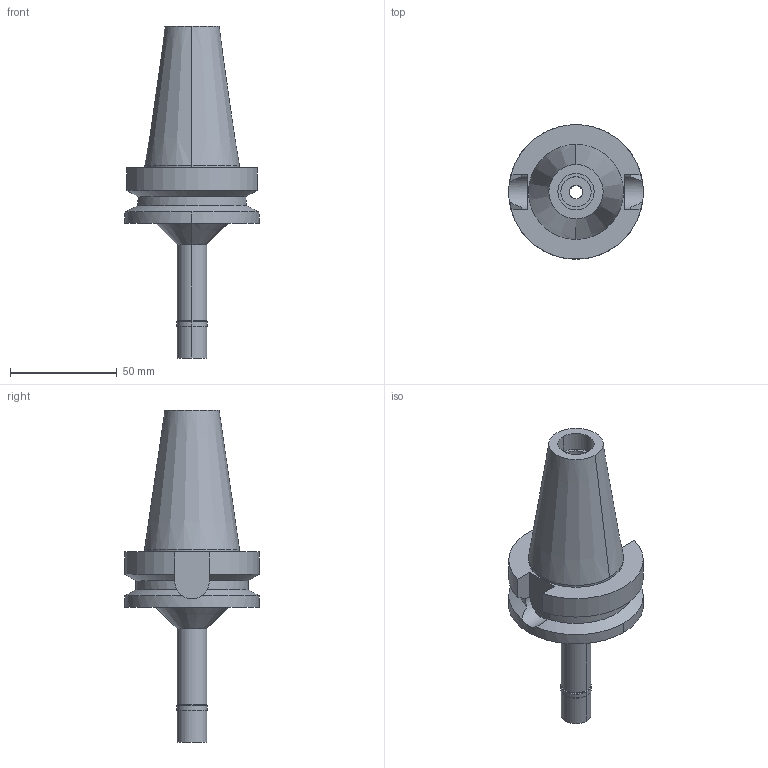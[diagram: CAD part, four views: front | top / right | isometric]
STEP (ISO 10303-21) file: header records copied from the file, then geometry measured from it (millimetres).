
FILE_DESCRIPTION (( 'STEP AP203' ), '1' );
FILE_NAME ('BBT40-MEGA6S-90.stp', '2019-06-26T15:33:24', ( '' ), ( '' ), 'SwSTEP 2.0', 'SolidWorks 2019', '' );
FILE_SCHEMA (( 'CONFIG_CONTROL_DESIGN' ));
Length unit declared in the file: millimetre
Products named in the file (7): BBT40-MEGA6S-90-060-FreeParts; DXF_TEMP_ASSY_ASM_4_ASM.stp; BBT40-MEGA6S-90; BBT40-MEGA6S-90-060.stp; BBT40MS06090-060_ASM.stp; MGN6S_1.stp; BBT40-MEGA6S-90_1.stp
Assembly tree (5 placements, depth 5):
  BBT40-MEGA6S-90-060-FreeParts
  BBT40-MEGA6S-90
    BBT40-MEGA6S-90-060.stp
      BBT40MS06090-060_ASM.stp
        DXF_TEMP_ASSY_ASM_4_ASM.stp
          BBT40-MEGA6S-90_1.stp
          MGN6S_1.stp
Bounding box: 63 x 63 x 155.4 mm (x, y, z)
Volume: 131659.7 mm3; surface area: 28041.3 mm2
Topology: 2 solids, 2 shells, 71 faces, 159 edges, 103 vertices
Faces by surface type: cylinder 38, plane 21, cone 12
Entity records: 2878 total; most frequent: CARTESIAN_POINT 523, DIRECTION 390, ORIENTED_EDGE 318, AXIS2_PLACEMENT_3D 164, EDGE_CURVE 159, VERTEX_POINT 103, EDGE_LOOP 86, CIRCLE 82
